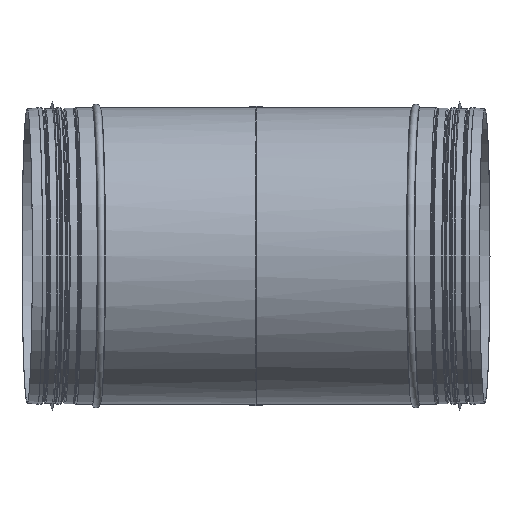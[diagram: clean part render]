
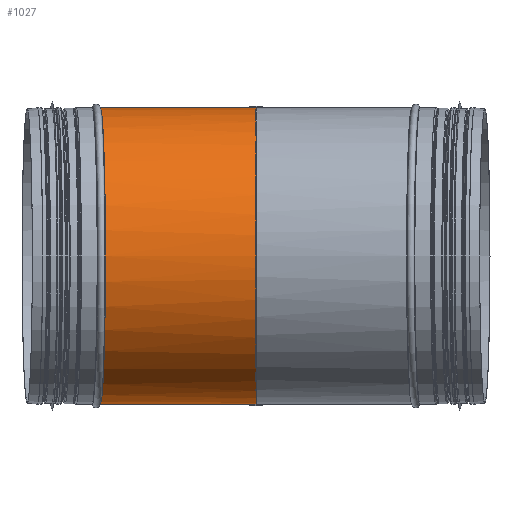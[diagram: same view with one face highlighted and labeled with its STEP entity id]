
A CAD part, front view. The second image highlights one B-rep face of the part: STEP entity #1027.
In plain terms, the highlighted cylindrical face has radius 158.5 mm (diameter 317 mm), a full revolution.
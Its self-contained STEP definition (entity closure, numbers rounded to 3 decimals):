
#83=CYLINDRICAL_SURFACE('',#1148,158.5);
#127=FACE_BOUND('',#356,.T.);
#241=FACE_OUTER_BOUND('',#355,.T.);
#355=EDGE_LOOP('',(#802));
#356=EDGE_LOOP('',(#803,#804));
#445=ELLIPSE('',#1150,158.597,158.5);
#446=ELLIPSE('',#1151,220.341,158.5);
#494=CIRCLE('',#1149,158.5);
#576=VERTEX_POINT('',#2228);
#577=VERTEX_POINT('',#2230);
#578=VERTEX_POINT('',#2231);
#666=EDGE_CURVE('',#576,#576,#494,.T.);
#667=EDGE_CURVE('',#577,#578,#445,.T.);
#668=EDGE_CURVE('',#578,#577,#446,.T.);
#802=ORIENTED_EDGE('',*,*,#666,.F.);
#803=ORIENTED_EDGE('',*,*,#667,.T.);
#804=ORIENTED_EDGE('',*,*,#668,.T.);
#1027=ADVANCED_FACE('',(#241,#127),#83,.T.);
#1148=AXIS2_PLACEMENT_3D('',#2227,#1393,#1394);
#1149=AXIS2_PLACEMENT_3D('',#2229,#1395,#1396);
#1150=AXIS2_PLACEMENT_3D('',#2232,#1397,#1398);
#1151=AXIS2_PLACEMENT_3D('',#2233,#1399,#1400);
#1393=DIRECTION('center_axis',(-0.999,-0.035,0.));
#1394=DIRECTION('ref_axis',(0.035,-0.999,0.));
#1395=DIRECTION('center_axis',(-0.999,-0.035,0.));
#1396=DIRECTION('ref_axis',(0.035,-0.999,0.));
#1397=DIRECTION('center_axis',(-1.,0.,0.));
#1398=DIRECTION('ref_axis',(0.,-1.,0.));
#1399=DIRECTION('center_axis',(-0.695,-0.719,0.));
#1400=DIRECTION('ref_axis',(-0.719,0.695,0.));
#2227=CARTESIAN_POINT('Origin',(-44.126,-1.541,0.));
#2228=CARTESIAN_POINT('',(-161.02,-164.22,0.));
#2229=CARTESIAN_POINT('Origin',(-166.551,-5.816,0.));
#2230=CARTESIAN_POINT('',(0.,0.,-158.5));
#2231=CARTESIAN_POINT('',(0.,0.,158.5));
#2232=CARTESIAN_POINT('Origin',(0.,0.,0.));
#2233=CARTESIAN_POINT('Origin',(0.,0.,0.));
